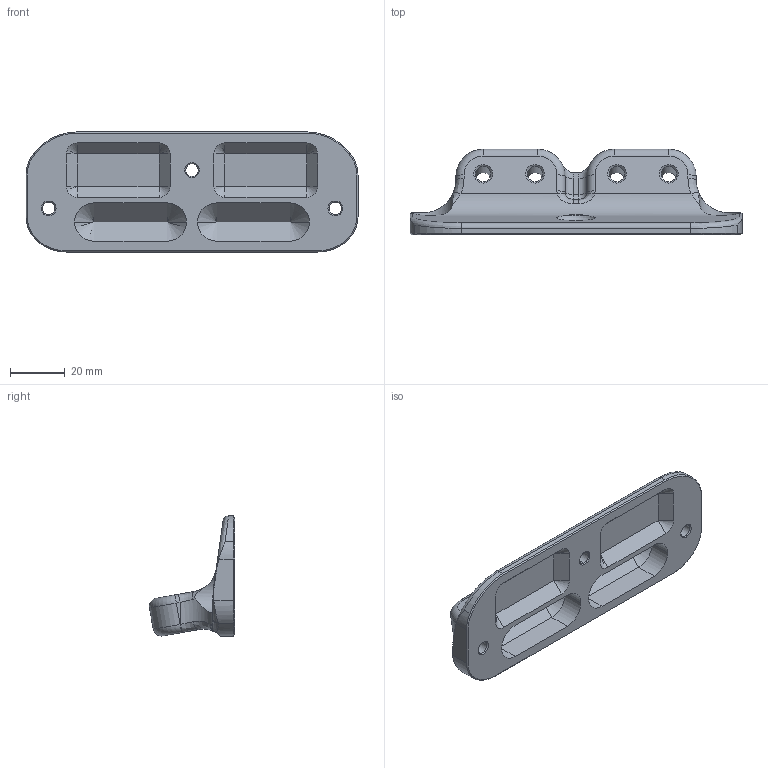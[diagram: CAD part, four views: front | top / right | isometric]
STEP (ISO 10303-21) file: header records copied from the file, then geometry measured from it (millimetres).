
FILE_DESCRIPTION(/* description */ (''),/* implementation_level */ '2;1');
FILE_NAME(/* name */ 'Banana-Plug-Mount_F3-03_006.step',/* time_stamp */ '2022-08-21T13:25:14-04:00',/* author */ (''),/* organization */ (''),/* preprocessor_version */ 'ST-DEVELOPER v19',/* originating_system */ 'Autodesk Translation Framework v11.7.0.108',/* authorisation */ '');
FILE_SCHEMA (('AUTOMOTIVE_DESIGN { 1 0 10303 214 3 1 1 }'));
Length unit declared in the file: millimetre
Products named in the file (1): (Unsaved)
Bounding box: 121.6 x 31.27 x 44 mm (x, y, z)
Volume: 41808.3 mm3; surface area: 19120.7 mm2
Topology: 1 solids, 1 shells, 214 faces, 533 edges, 309 vertices
Faces by surface type: cylinder 68, plane 50, cone 42, bspline 33, torus 19, sphere 2
Full cylindrical faces by diameter (mm): 4.6 x2, 5.7 x4
Entity records: 7487 total; most frequent: CARTESIAN_POINT 2624, ORIENTED_EDGE 1034, DIRECTION 972, EDGE_CURVE 517, AXIS2_PLACEMENT_3D 385, VERTEX_POINT 309, EDGE_LOOP 232, FACE_OUTER_BOUND 214
